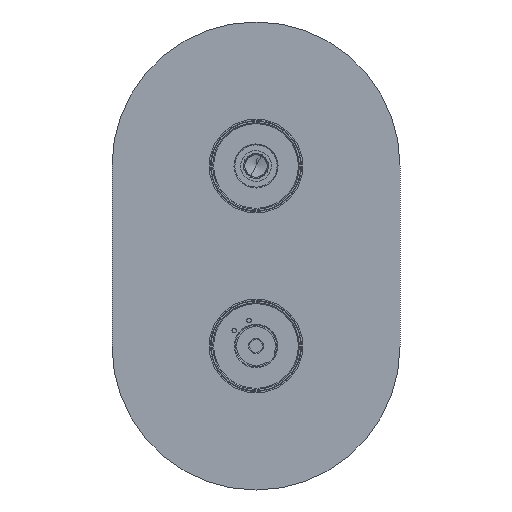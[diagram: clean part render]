
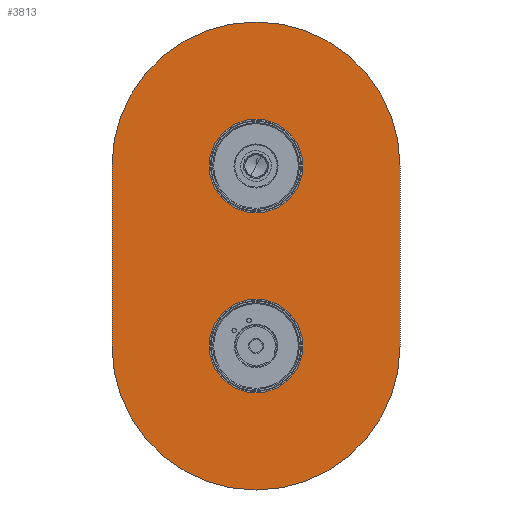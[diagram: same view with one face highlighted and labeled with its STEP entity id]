
A CAD part, front view. The second image highlights one B-rep face of the part: STEP entity #3813.
In plain terms, the highlighted planar face has unit normal (0, -1, 0).
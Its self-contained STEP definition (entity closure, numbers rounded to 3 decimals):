
#3572=AXIS2_PLACEMENT_3D('Circle Axis2P3D',#3570,#3571,$) ;
#3607=AXIS2_PLACEMENT_3D('Circle Axis2P3D',#3605,#3606,$) ;
#3698=AXIS2_PLACEMENT_3D('Circle Axis2P3D',#3696,#3697,$) ;
#3746=AXIS2_PLACEMENT_3D('Circle Axis2P3D',#3744,#3745,$) ;
#3783=AXIS2_PLACEMENT_3D('Plane Axis2P3D',#3780,#3781,#3782) ;
#3793=AXIS2_PLACEMENT_3D('Circle Axis2P3D',#3791,#3792,$) ;
#3802=AXIS2_PLACEMENT_3D('Circle Axis2P3D',#3800,#3801,$) ;
#3570=CARTESIAN_POINT('Axis2P3D Location',(0.,0.,0.)) ;
#3574=CARTESIAN_POINT('Vertex',(26.,0.,0.)) ;
#3576=CARTESIAN_POINT('Vertex',(-26.,0.,0.)) ;
#3605=CARTESIAN_POINT('Axis2P3D Location',(0.,0.,0.)) ;
#3693=CARTESIAN_POINT('Vertex',(80.,0.,0.)) ;
#3696=CARTESIAN_POINT('Axis2P3D Location',(0.,0.,0.)) ;
#3700=CARTESIAN_POINT('Vertex',(-80.,0.,0.)) ;
#3720=CARTESIAN_POINT('Line Origine',(-80.,0.,50.)) ;
#3724=CARTESIAN_POINT('Vertex',(-80.,0.,100.)) ;
#3744=CARTESIAN_POINT('Axis2P3D Location',(0.,0.,100.)) ;
#3748=CARTESIAN_POINT('Vertex',(80.,0.,100.)) ;
#3768=CARTESIAN_POINT('Line Origine',(80.,0.,50.)) ;
#3780=CARTESIAN_POINT('Axis2P3D Location',(0.,0.,0.)) ;
#3791=CARTESIAN_POINT('Axis2P3D Location',(0.,0.,100.)) ;
#3795=CARTESIAN_POINT('Vertex',(-26.,0.,100.)) ;
#3797=CARTESIAN_POINT('Vertex',(26.,0.,100.)) ;
#3800=CARTESIAN_POINT('Axis2P3D Location',(0.,0.,100.)) ;
#3571=DIRECTION('Axis2P3D Direction',(0.,1.,-0.)) ;
#3606=DIRECTION('Axis2P3D Direction',(0.,1.,-0.)) ;
#3697=DIRECTION('Axis2P3D Direction',(0.,1.,-0.)) ;
#3721=DIRECTION('Vector Direction',(0.,0.,-1.)) ;
#3745=DIRECTION('Axis2P3D Direction',(0.,1.,-0.)) ;
#3769=DIRECTION('Vector Direction',(0.,0.,1.)) ;
#3781=DIRECTION('Axis2P3D Direction',(0.,1.,-0.)) ;
#3782=DIRECTION('Axis2P3D XDirection',(-1.,0.,0.)) ;
#3792=DIRECTION('Axis2P3D Direction',(0.,1.,-0.)) ;
#3801=DIRECTION('Axis2P3D Direction',(0.,1.,-0.)) ;
#3722=VECTOR('Line Direction',#3721,1.) ;
#3770=VECTOR('Line Direction',#3769,1.) ;
#3786=ORIENTED_EDGE('',*,*,#3772,.F.) ;
#3787=ORIENTED_EDGE('',*,*,#3750,.F.) ;
#3788=ORIENTED_EDGE('',*,*,#3726,.F.) ;
#3789=ORIENTED_EDGE('',*,*,#3702,.F.) ;
#3806=ORIENTED_EDGE('',*,*,#3799,.T.) ;
#3807=ORIENTED_EDGE('',*,*,#3804,.T.) ;
#3810=ORIENTED_EDGE('',*,*,#3578,.T.) ;
#3811=ORIENTED_EDGE('',*,*,#3609,.T.) ;
#3808=FACE_BOUND('',#3805,.T.) ;
#3812=FACE_BOUND('',#3809,.T.) ;
#3813=ADVANCED_FACE('PartBody',(#3790,#3808,#3812),#3784,.F.) ;
#3573=CIRCLE('generated circle',#3572,26.) ;
#3608=CIRCLE('generated circle',#3607,26.) ;
#3699=CIRCLE('generated circle',#3698,80.) ;
#3747=CIRCLE('generated circle',#3746,80.) ;
#3794=CIRCLE('generated circle',#3793,26.) ;
#3803=CIRCLE('generated circle',#3802,26.) ;
#3578=EDGE_CURVE('',#3575,#3577,#3573,.T.) ;
#3609=EDGE_CURVE('',#3577,#3575,#3608,.T.) ;
#3702=EDGE_CURVE('',#3694,#3701,#3699,.T.) ;
#3726=EDGE_CURVE('',#3701,#3725,#3723,.F.) ;
#3750=EDGE_CURVE('',#3725,#3749,#3747,.T.) ;
#3772=EDGE_CURVE('',#3749,#3694,#3771,.F.) ;
#3799=EDGE_CURVE('',#3796,#3798,#3794,.T.) ;
#3804=EDGE_CURVE('',#3798,#3796,#3803,.T.) ;
#3785=EDGE_LOOP('',(#3786,#3787,#3788,#3789)) ;
#3805=EDGE_LOOP('',(#3806,#3807)) ;
#3809=EDGE_LOOP('',(#3810,#3811)) ;
#3790=FACE_OUTER_BOUND('',#3785,.T.) ;
#3723=LINE('Line',#3720,#3722) ;
#3771=LINE('Line',#3768,#3770) ;
#3784=PLANE('',#3783) ;
#3575=VERTEX_POINT('',#3574) ;
#3577=VERTEX_POINT('',#3576) ;
#3694=VERTEX_POINT('',#3693) ;
#3701=VERTEX_POINT('',#3700) ;
#3725=VERTEX_POINT('',#3724) ;
#3749=VERTEX_POINT('',#3748) ;
#3796=VERTEX_POINT('',#3795) ;
#3798=VERTEX_POINT('',#3797) ;
